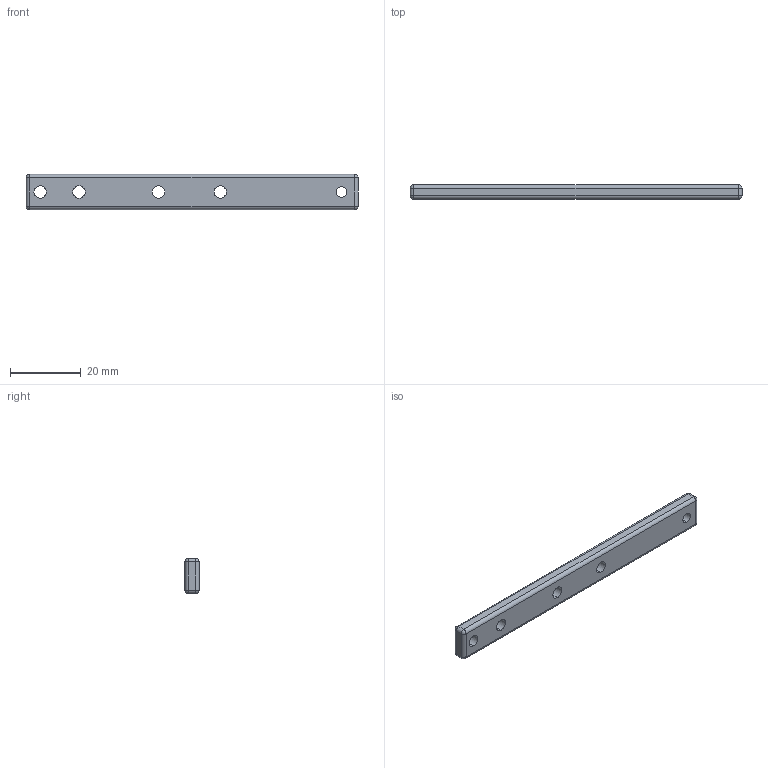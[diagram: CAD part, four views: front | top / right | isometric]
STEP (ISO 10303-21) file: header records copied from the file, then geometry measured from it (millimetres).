
FILE_DESCRIPTION (( 'STEP AP203' ), '1' );
FILE_NAME ('Steering Arm - Mini.STEP', '2025-12-09T16:42:52', ( '' ), ( '' ), 'SwSTEP 2.0', 'SolidWorks 2025', '' );
FILE_SCHEMA (( 'CONFIG_CONTROL_DESIGN' ));
Length unit declared in the file: millimetre
Products named in the file (1): Steering Arm - Mini
Bounding box: 94 x 4 x 10 mm (x, y, z)
Volume: 3486.4 mm3; surface area: 2648 mm2
Topology: 1 solids, 1 shells, 36 faces, 86 edges, 44 vertices
Faces by surface type: cylinder 22, sphere 8, plane 6
Entity records: 1069 total; most frequent: DIRECTION 196, CARTESIAN_POINT 159, ORIENTED_EDGE 156, AXIS2_PLACEMENT_3D 81, EDGE_CURVE 78, EDGE_LOOP 46, CIRCLE 44, VERTEX_POINT 44
